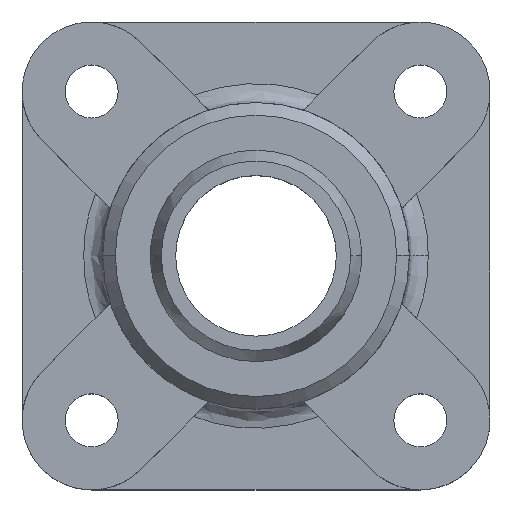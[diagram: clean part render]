
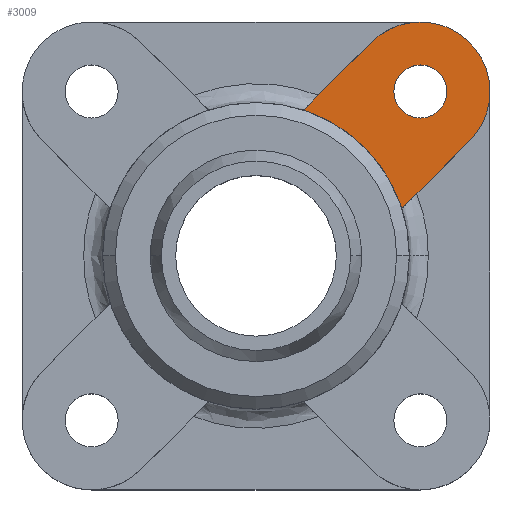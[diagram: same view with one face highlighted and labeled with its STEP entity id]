
A CAD part, top view. The second image highlights one B-rep face of the part: STEP entity #3009.
In plain terms, the highlighted planar face has unit normal (0, 0, 1).
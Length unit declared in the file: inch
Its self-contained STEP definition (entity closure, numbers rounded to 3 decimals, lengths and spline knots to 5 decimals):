
#201 = DIRECTION ( 'NONE',  ( 0., 0., 1. ) ) ;
#226 = CARTESIAN_POINT ( 'NONE',  ( 1.32985, 0.71739, 0.55118 ) ) ;
#407 = VECTOR ( 'NONE', #2990, 39.37008 ) ;
#556 = CIRCLE ( 'NONE', #794, 0.95472 ) ;
#667 = AXIS2_PLACEMENT_3D ( 'NONE', #1011, #1706, #4311 ) ;
#708 = LINE ( 'NONE', #2083, #1193 ) ;
#749 = VERTEX_POINT ( 'NONE', #2987 ) ;
#794 = AXIS2_PLACEMENT_3D ( 'NONE', #1215, #2905, #4217 ) ;
#855 = VERTEX_POINT ( 'NONE', #1710 ) ;
#905 = DIRECTION ( 'NONE',  ( 0., 0., 1. ) ) ;
#928 = CARTESIAN_POINT ( 'NONE',  ( 1.02362, 1.02362, 0.55118 ) ) ;
#971 = EDGE_CURVE ( 'NONE', #749, #3434, #1567, .T. ) ;
#1011 = CARTESIAN_POINT ( 'NONE',  ( 0., 0., 0.55118 ) ) ;
#1108 = CARTESIAN_POINT ( 'NONE',  ( 1.02362, 1.02362, 0.55118 ) ) ;
#1153 = VERTEX_POINT ( 'NONE', #2147 ) ;
#1193 = VECTOR ( 'NONE', #4046, 39.37008 ) ;
#1215 = CARTESIAN_POINT ( 'NONE',  ( 0., 0., 0.55118 ) ) ;
#1236 = DIRECTION ( 'NONE',  ( 1., 0., 0. ) ) ;
#1245 = CIRCLE ( 'NONE', #2346, 0.16535 ) ;
#1363 = FACE_OUTER_BOUND ( 'NONE', #3301, .T. ) ;
#1429 = CIRCLE ( 'NONE', #2521, 0.16535 ) ;
#1431 = VERTEX_POINT ( 'NONE', #2265 ) ;
#1467 = CARTESIAN_POINT ( 'NONE',  ( 1.02362, 1.02362, 0.55118 ) ) ;
#1567 = CIRCLE ( 'NONE', #3158, 0.43307 ) ;
#1706 = DIRECTION ( 'NONE',  ( 0., 0., -1. ) ) ;
#1710 = CARTESIAN_POINT ( 'NONE',  ( 1.18898, 1.02362, 0.55118 ) ) ;
#1801 = CARTESIAN_POINT ( 'NONE',  ( 0.71739, 1.32985, 0.55118 ) ) ;
#1803 = ORIENTED_EDGE ( 'NONE', *, *, #1961, .F. ) ;
#1961 = EDGE_CURVE ( 'NONE', #1153, #1431, #556, .T. ) ;
#2004 = ORIENTED_EDGE ( 'NONE', *, *, #3503, .F. ) ;
#2010 = CARTESIAN_POINT ( 'NONE',  ( 0.29542, 0.90787, 0.55118 ) ) ;
#2014 = PLANE ( 'NONE',  #667 ) ;
#2083 = CARTESIAN_POINT ( 'NONE',  ( 1.32985, 0.71739, 0.55118 ) ) ;
#2134 = DIRECTION ( 'NONE',  ( 0., 0., -1. ) ) ;
#2147 = CARTESIAN_POINT ( 'NONE',  ( 0.90787, 0.29542, 0.55118 ) ) ;
#2164 = DIRECTION ( 'NONE',  ( 1., 0., 0. ) ) ;
#2265 = CARTESIAN_POINT ( 'NONE',  ( 0.29542, 0.90787, 0.55118 ) ) ;
#2278 = ORIENTED_EDGE ( 'NONE', *, *, #3693, .F. ) ;
#2314 = LINE ( 'NONE', #2010, #407 ) ;
#2346 = AXIS2_PLACEMENT_3D ( 'NONE', #928, #201, #1236 ) ;
#2457 = CARTESIAN_POINT ( 'NONE',  ( 0.85827, 1.02362, 0.55118 ) ) ;
#2521 = AXIS2_PLACEMENT_3D ( 'NONE', #2912, #905, #3236 ) ;
#2650 = EDGE_CURVE ( 'NONE', #3818, #749, #3179, .T. ) ;
#2651 = VERTEX_POINT ( 'NONE', #2457 ) ;
#2778 = DIRECTION ( 'NONE',  ( 0., 0., -1. ) ) ;
#2905 = DIRECTION ( 'NONE',  ( 0., 0., 1. ) ) ;
#2912 = CARTESIAN_POINT ( 'NONE',  ( 1.02362, 1.02362, 0.55118 ) ) ;
#2987 = CARTESIAN_POINT ( 'NONE',  ( 1.45669, 1.02362, 0.55118 ) ) ;
#2990 = DIRECTION ( 'NONE',  ( 0.707, 0.707, 0. ) ) ;
#3009 = ADVANCED_FACE ( 'NONE', ( #1363, #3660 ), #2014, .F. ) ;
#3066 = EDGE_CURVE ( 'NONE', #1431, #3818, #2314, .T. ) ;
#3158 = AXIS2_PLACEMENT_3D ( 'NONE', #1467, #2134, #2164 ) ;
#3179 = CIRCLE ( 'NONE', #4273, 0.43307 ) ;
#3236 = DIRECTION ( 'NONE',  ( 1., 0., 0. ) ) ;
#3301 = EDGE_LOOP ( 'NONE', ( #2278, #3959, #4129, #3801, #1803 ) ) ;
#3434 = VERTEX_POINT ( 'NONE', #226 ) ;
#3503 = EDGE_CURVE ( 'NONE', #2651, #855, #1245, .T. ) ;
#3569 = EDGE_LOOP ( 'NONE', ( #3723, #2004 ) ) ;
#3660 = FACE_BOUND ( 'NONE', #3569, .T. ) ;
#3693 = EDGE_CURVE ( 'NONE', #3434, #1153, #708, .T. ) ;
#3723 = ORIENTED_EDGE ( 'NONE', *, *, #4295, .F. ) ;
#3782 = DIRECTION ( 'NONE',  ( 1., 0., 0. ) ) ;
#3801 = ORIENTED_EDGE ( 'NONE', *, *, #3066, .F. ) ;
#3818 = VERTEX_POINT ( 'NONE', #1801 ) ;
#3959 = ORIENTED_EDGE ( 'NONE', *, *, #971, .F. ) ;
#4046 = DIRECTION ( 'NONE',  ( -0.707, -0.707, 0. ) ) ;
#4129 = ORIENTED_EDGE ( 'NONE', *, *, #2650, .F. ) ;
#4217 = DIRECTION ( 'NONE',  ( -1., 0., 0. ) ) ;
#4273 = AXIS2_PLACEMENT_3D ( 'NONE', #1108, #2778, #3782 ) ;
#4295 = EDGE_CURVE ( 'NONE', #855, #2651, #1429, .T. ) ;
#4311 = DIRECTION ( 'NONE',  ( -1., 0., 0. ) ) ;
